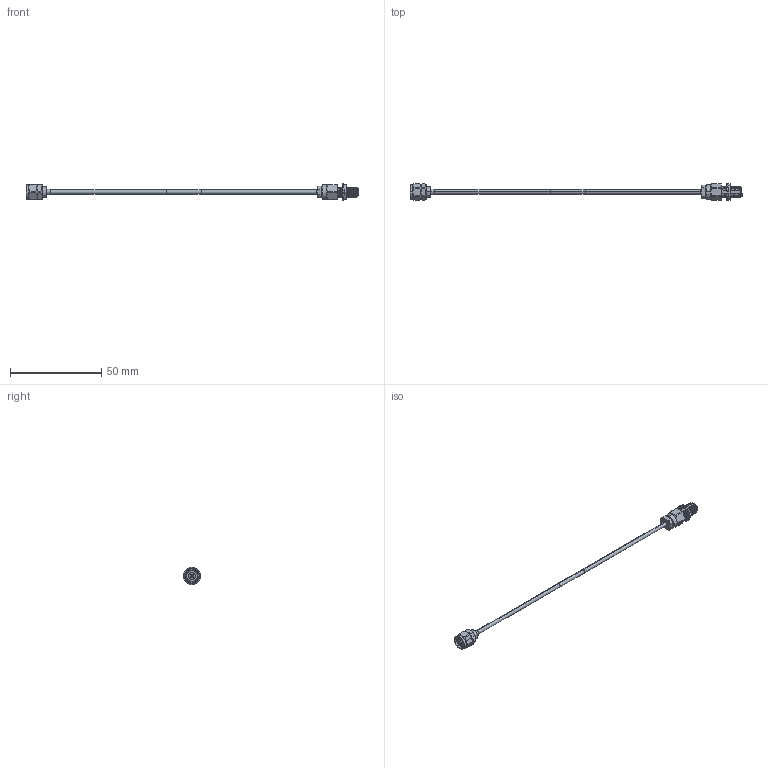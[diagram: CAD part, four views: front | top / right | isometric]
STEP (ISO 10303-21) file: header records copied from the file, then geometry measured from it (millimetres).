
FILE_DESCRIPTION (( 'STEP AP214' ), '1' );
FILE_NAME ('FMCA100198_3D.step', '2024-09-19T15:57:13', ( '' ), ( '' ), 'SwSTEP 2.0', 'SolidWorks 2022', '' );
FILE_SCHEMA (( 'AUTOMOTIVE_DESIGN' ));
Length unit declared in the file: inch
Products named in the file (4): FMCA100198_3D; PE44336^FMCA100198; RG405^FMCA100198_WITH LABEL; PE4992^FMCA100198
Assembly tree (3 placements, depth 2):
  FMCA100198_3D
    RG405^FMCA100198_WITH LABEL
    PE4992^FMCA100198
    PE44336^FMCA100198
Bounding box: 182.13 x 9.4 x 9.4 mm (x, y, z)
Volume: 1733.4 mm3; surface area: 2834.5 mm2
Topology: 5 solids, 5 shells, 364 faces, 1008 edges, 673 vertices
Faces by surface type: cylinder 132, bspline 89, plane 88, cone 51, torus 4
Entity records: 30599 total; most frequent: CARTESIAN_POINT 21935, ORIENTED_EDGE 2016, DIRECTION 1382, EDGE_CURVE 1008, VERTEX_POINT 673, AXIS2_PLACEMENT_3D 549, EDGE_LOOP 387, FACE_OUTER_BOUND 364
